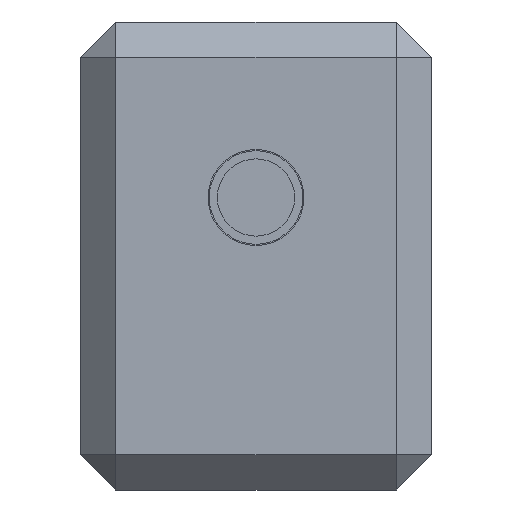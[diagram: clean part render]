
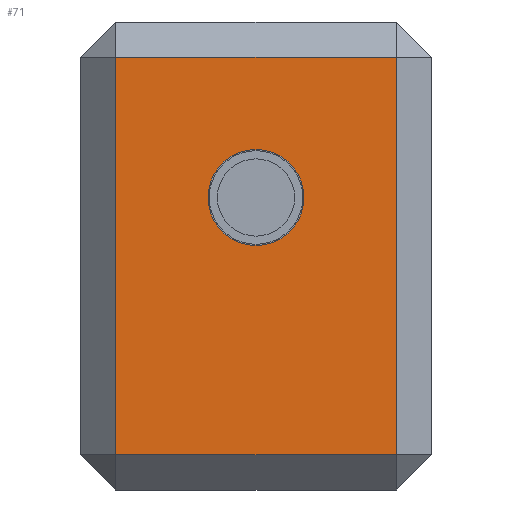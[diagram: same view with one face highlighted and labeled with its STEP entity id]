
A CAD part, front view. The second image highlights one B-rep face of the part: STEP entity #71.
In plain terms, the highlighted planar face has unit normal (0, -1, 0).
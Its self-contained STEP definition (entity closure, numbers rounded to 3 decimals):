
#7 = PLANE ( 'NONE',  #90 ) ;
#71 = ADVANCED_FACE ( 'NONE', ( #873, #1040 ), #7, .F. ) ;
#72 = AXIS2_PLACEMENT_3D ( 'NONE', #268, #259, #1019 ) ;
#77 = ORIENTED_EDGE ( 'NONE', *, *, #321, .T. ) ;
#90 = AXIS2_PLACEMENT_3D ( 'NONE', #450, #628, #945 ) ;
#92 = CIRCLE ( 'NONE', #72, 4.1 ) ;
#97 = CARTESIAN_POINT ( 'NONE',  ( 0., 0., -15. ) ) ;
#122 = VECTOR ( 'NONE', #861, 1000. ) ;
#166 = VERTEX_POINT ( 'NONE', #303 ) ;
#182 = EDGE_CURVE ( 'NONE', #166, #325, #646, .T. ) ;
#210 = AXIS2_PLACEMENT_3D ( 'NONE', #97, #608, #784 ) ;
#212 = ORIENTED_EDGE ( 'NONE', *, *, #525, .T. ) ;
#259 = DIRECTION ( 'NONE',  ( 0., 1., 0. ) ) ;
#268 = CARTESIAN_POINT ( 'NONE',  ( 0., 0., -15. ) ) ;
#286 = CARTESIAN_POINT ( 'NONE',  ( 12., 0., 0. ) ) ;
#303 = CARTESIAN_POINT ( 'NONE',  ( -12., 0., -3. ) ) ;
#308 = LINE ( 'NONE', #286, #949 ) ;
#317 = ORIENTED_EDGE ( 'NONE', *, *, #182, .T. ) ;
#321 = EDGE_CURVE ( 'NONE', #1072, #413, #92, .T. ) ;
#325 = VERTEX_POINT ( 'NONE', #1038 ) ;
#340 = VECTOR ( 'NONE', #721, 1000. ) ;
#342 = EDGE_LOOP ( 'NONE', ( #77, #654 ) ) ;
#353 = EDGE_CURVE ( 'NONE', #325, #419, #857, .T. ) ;
#413 = VERTEX_POINT ( 'NONE', #887 ) ;
#418 = LINE ( 'NONE', #594, #695 ) ;
#419 = VERTEX_POINT ( 'NONE', #1061 ) ;
#447 = CARTESIAN_POINT ( 'NONE',  ( -4.1, 0., -15. ) ) ;
#450 = CARTESIAN_POINT ( 'NONE',  ( 15., 0., -40. ) ) ;
#525 = EDGE_CURVE ( 'NONE', #419, #975, #308, .T. ) ;
#531 = EDGE_LOOP ( 'NONE', ( #317, #902, #212, #579 ) ) ;
#579 = ORIENTED_EDGE ( 'NONE', *, *, #884, .T. ) ;
#594 = CARTESIAN_POINT ( 'NONE',  ( 15., 0., -3. ) ) ;
#608 = DIRECTION ( 'NONE',  ( 0., 1., 0. ) ) ;
#628 = DIRECTION ( 'NONE',  ( 0., 1., 0. ) ) ;
#646 = LINE ( 'NONE', #1051, #340 ) ;
#650 = DIRECTION ( 'NONE',  ( 0., 0., 1. ) ) ;
#654 = ORIENTED_EDGE ( 'NONE', *, *, #986, .T. ) ;
#695 = VECTOR ( 'NONE', #1088, 1000. ) ;
#721 = DIRECTION ( 'NONE',  ( 0., 0., -1. ) ) ;
#784 = DIRECTION ( 'NONE',  ( -1., 0., 0. ) ) ;
#786 = CARTESIAN_POINT ( 'NONE',  ( 15., 0., -37. ) ) ;
#857 = LINE ( 'NONE', #786, #122 ) ;
#861 = DIRECTION ( 'NONE',  ( 1., 0., 0. ) ) ;
#873 = FACE_OUTER_BOUND ( 'NONE', #531, .T. ) ;
#884 = EDGE_CURVE ( 'NONE', #975, #166, #418, .T. ) ;
#887 = CARTESIAN_POINT ( 'NONE',  ( 4.1, 0., -15. ) ) ;
#895 = CIRCLE ( 'NONE', #210, 4.1 ) ;
#902 = ORIENTED_EDGE ( 'NONE', *, *, #353, .T. ) ;
#945 = DIRECTION ( 'NONE',  ( 0., 0., 1. ) ) ;
#949 = VECTOR ( 'NONE', #650, 1000. ) ;
#975 = VERTEX_POINT ( 'NONE', #1021 ) ;
#986 = EDGE_CURVE ( 'NONE', #413, #1072, #895, .T. ) ;
#1019 = DIRECTION ( 'NONE',  ( -1., 0., 0. ) ) ;
#1021 = CARTESIAN_POINT ( 'NONE',  ( 12., 0., -3. ) ) ;
#1038 = CARTESIAN_POINT ( 'NONE',  ( -12., 0., -37. ) ) ;
#1040 = FACE_BOUND ( 'NONE', #342, .T. ) ;
#1051 = CARTESIAN_POINT ( 'NONE',  ( -12., 0., -40. ) ) ;
#1061 = CARTESIAN_POINT ( 'NONE',  ( 12., 0., -37. ) ) ;
#1072 = VERTEX_POINT ( 'NONE', #447 ) ;
#1088 = DIRECTION ( 'NONE',  ( -1., 0., 0. ) ) ;
